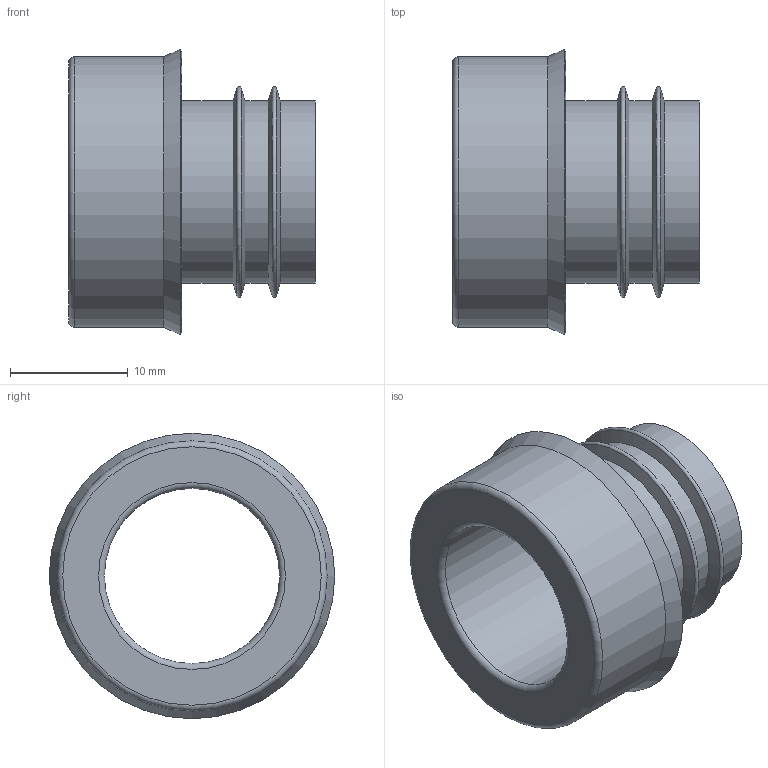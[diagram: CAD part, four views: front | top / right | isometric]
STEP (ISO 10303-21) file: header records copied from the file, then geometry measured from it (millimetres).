
FILE_DESCRIPTION( ( 'STEP AP203' ), '1' );
FILE_NAME( 'FLEXA EE LIQUID TIGHT-EF 0601.000.016.stp', '2020-03-11T07:22:48', ( '' ), ( '' ), ' ', 'PARTsolutions', ' ' );
FILE_SCHEMA( ( 'CONFIG_CONTROL_DESIGN' ) );
Length unit declared in the file: millimetre
Products named in the file (1): _FLEXA EE LIQUID TIGHT-EF 0601.000.016
Bounding box: 21 x 24.3 x 24.3 mm (x, y, z)
Volume: 646.1 mm3; surface area: 3999.4 mm2
Topology: 1 solids, 1 shells, 22 faces, 41 edges, 22 vertices
Faces by surface type: cone 7, torus 6, cylinder 6, plane 3
Full cylindrical faces by diameter (mm): 14.9 x1, 15.5 x3, 22.4 x1, 23 x1
Entity records: 500 total; most frequent: DIRECTION 90, CARTESIAN_POINT 69, AXIS2_PLACEMENT_3D 45, EDGE_LOOP 44, ORIENTED_EDGE 44, FACE_OUTER_BOUND 34, VERTEX_POINT 24, ADVANCED_FACE 22
